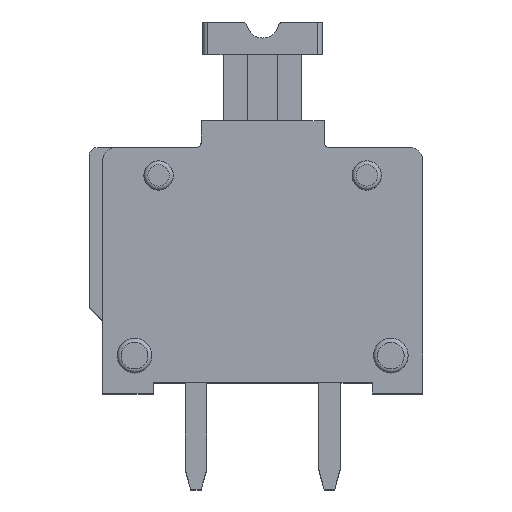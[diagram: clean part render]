
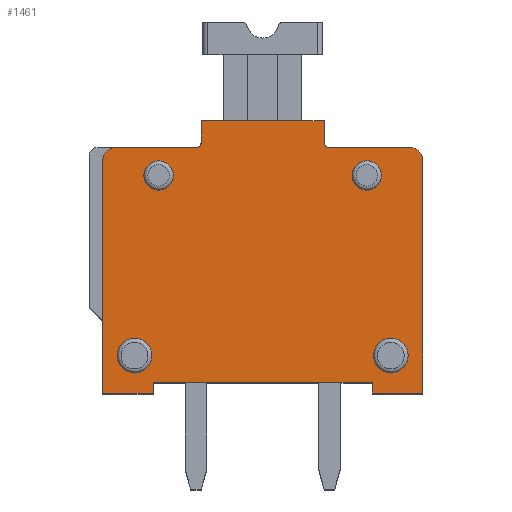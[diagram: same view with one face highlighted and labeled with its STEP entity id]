
A CAD part, top view. The second image highlights one B-rep face of the part: STEP entity #1461.
In plain terms, the highlighted planar face has unit normal (0, 0, 1).
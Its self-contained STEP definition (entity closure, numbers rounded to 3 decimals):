
#1461 = ADVANCED_FACE( '', ( #3073, #3074, #3075, #3076, #3077 ), #3078, .T. );
#3073 = FACE_OUTER_BOUND( '', #4867, .T. );
#3074 = FACE_BOUND( '', #4868, .T. );
#3075 = FACE_BOUND( '', #4869, .T. );
#3076 = FACE_BOUND( '', #4870, .T. );
#3077 = FACE_BOUND( '', #4871, .T. );
#3078 = PLANE( '', #4872 );
#4867 = EDGE_LOOP( '', ( #8943, #8944, #8945, #8946, #8947, #8948, #8949, #8950, #8951, #8952, #8953, #8954, #8955, #8956, #8957, #8958 ) );
#4868 = EDGE_LOOP( '', ( #8959 ) );
#4869 = EDGE_LOOP( '', ( #8960 ) );
#4870 = EDGE_LOOP( '', ( #8961 ) );
#4871 = EDGE_LOOP( '', ( #8962 ) );
#4872 = AXIS2_PLACEMENT_3D( '', #8963, #8964, #8965 );
#8943 = ORIENTED_EDGE( '', *, *, #12501, .T. );
#8944 = ORIENTED_EDGE( '', *, *, #12502, .T. );
#8945 = ORIENTED_EDGE( '', *, *, #12399, .F. );
#8946 = ORIENTED_EDGE( '', *, *, #12369, .F. );
#8947 = ORIENTED_EDGE( '', *, *, #12393, .F. );
#8948 = ORIENTED_EDGE( '', *, *, #11195, .T. );
#8949 = ORIENTED_EDGE( '', *, *, #11622, .F. );
#8950 = ORIENTED_EDGE( '', *, *, #12251, .F. );
#8951 = ORIENTED_EDGE( '', *, *, #12168, .T. );
#8952 = ORIENTED_EDGE( '', *, *, #12084, .T. );
#8953 = ORIENTED_EDGE( '', *, *, #12272, .T. );
#8954 = ORIENTED_EDGE( '', *, *, #11937, .T. );
#8955 = ORIENTED_EDGE( '', *, *, #12315, .T. );
#8956 = ORIENTED_EDGE( '', *, *, #12503, .F. );
#8957 = ORIENTED_EDGE( '', *, *, #12039, .T. );
#8958 = ORIENTED_EDGE( '', *, *, #11866, .F. );
#8959 = ORIENTED_EDGE( '', *, *, #12472, .F. );
#8960 = ORIENTED_EDGE( '', *, *, #12457, .F. );
#8961 = ORIENTED_EDGE( '', *, *, #11708, .F. );
#8962 = ORIENTED_EDGE( '', *, *, #11141, .F. );
#8963 = CARTESIAN_POINT( '', ( 5.954, 7.756, 3.54 ) );
#8964 = DIRECTION( '', ( 0., 0., 1. ) );
#8965 = DIRECTION( '', ( 1., 0., 0. ) );
#11141 = EDGE_CURVE( '', #13532, #13532, #13533, .T. );
#11195 = EDGE_CURVE( '', #13626, #13624, #13627, .T. );
#11622 = EDGE_CURVE( '', #14332, #13624, #14334, .T. );
#11708 = EDGE_CURVE( '', #14472, #14472, #14473, .T. );
#11866 = EDGE_CURVE( '', #14709, #14712, #14713, .T. );
#11937 = EDGE_CURVE( '', #14827, #14825, #14828, .T. );
#12039 = EDGE_CURVE( '', #14965, #14712, #14970, .T. );
#12084 = EDGE_CURVE( '', #15035, #15033, #15036, .T. );
#12168 = EDGE_CURVE( '', #15153, #15035, #15154, .T. );
#12251 = EDGE_CURVE( '', #15153, #14332, #15265, .T. );
#12272 = EDGE_CURVE( '', #15033, #14827, #15291, .T. );
#12315 = EDGE_CURVE( '', #14825, #15342, #15344, .T. );
#12369 = EDGE_CURVE( '', #15414, #15412, #15416, .T. );
#12393 = EDGE_CURVE( '', #13626, #15414, #15448, .T. );
#12399 = EDGE_CURVE( '', #15412, #15455, #15456, .T. );
#12457 = EDGE_CURVE( '', #15528, #15528, #15529, .T. );
#12472 = EDGE_CURVE( '', #15546, #15546, #15547, .T. );
#12501 = EDGE_CURVE( '', #14709, #15580, #15581, .T. );
#12502 = EDGE_CURVE( '', #15580, #15455, #15582, .T. );
#12503 = EDGE_CURVE( '', #14965, #15342, #15583, .T. );
#13532 = VERTEX_POINT( '', #16960 );
#13533 = CIRCLE( '', #16961, 0.55 );
#13624 = VERTEX_POINT( '', #17089 );
#13626 = VERTEX_POINT( '', #17092 );
#13627 = LINE( '', #17093, #17094 );
#14332 = VERTEX_POINT( '', #18159 );
#14334 = LINE( '', #18162, #18163 );
#14472 = VERTEX_POINT( '', #18361 );
#14473 = CIRCLE( '', #18362, 0.65 );
#14709 = VERTEX_POINT( '', #18719 );
#14712 = VERTEX_POINT( '', #18723 );
#14713 = CIRCLE( '', #18724, 0.5 );
#14825 = VERTEX_POINT( '', #18897 );
#14827 = VERTEX_POINT( '', #18900 );
#14828 = LINE( '', #18901, #18902 );
#14965 = VERTEX_POINT( '', #19106 );
#14970 = LINE( '', #19114, #19115 );
#15033 = VERTEX_POINT( '', #19206 );
#15035 = VERTEX_POINT( '', #19209 );
#15036 = CIRCLE( '', #19210, 0.2 );
#15153 = VERTEX_POINT( '', #19383 );
#15154 = LINE( '', #19384, #19385 );
#15265 = CIRCLE( '', #19548, 0.5 );
#15291 = LINE( '', #19584, #19585 );
#15342 = VERTEX_POINT( '', #19657 );
#15344 = LINE( '', #19660, #19661 );
#15412 = VERTEX_POINT( '', #19754 );
#15414 = VERTEX_POINT( '', #19757 );
#15416 = LINE( '', #19760, #19761 );
#15448 = LINE( '', #19848, #19849 );
#15455 = VERTEX_POINT( '', #19858 );
#15456 = LINE( '', #19859, #19860 );
#15528 = VERTEX_POINT( '', #19964 );
#15529 = CIRCLE( '', #19965, 0.55 );
#15546 = VERTEX_POINT( '', #19988 );
#15547 = CIRCLE( '', #19989, 0.65 );
#15580 = VERTEX_POINT( '', #20036 );
#15581 = LINE( '', #20037, #20038 );
#15582 = LINE( '', #20039, #20040 );
#15583 = CIRCLE( '', #20041, 0.2 );
#16960 = CARTESIAN_POINT( '', ( 2.65, 8.15, 3.54 ) );
#16961 = AXIS2_PLACEMENT_3D( '', #21056, #21057, #21058 );
#17089 = CARTESIAN_POINT( '', ( 12., 0., 3.54 ) );
#17092 = CARTESIAN_POINT( '', ( 10.1, 0., 3.54 ) );
#17093 = CARTESIAN_POINT( '', ( 7.771, 0., 3.54 ) );
#17094 = VECTOR( '', #21106, 1000. );
#18159 = CARTESIAN_POINT( '', ( 12., 8.7, 3.54 ) );
#18162 = CARTESIAN_POINT( '', ( 12., 7.285, 3.54 ) );
#18163 = VECTOR( '', #21516, 1000. );
#18361 = CARTESIAN_POINT( '', ( 1.85, 1.4, 3.54 ) );
#18362 = AXIS2_PLACEMENT_3D( '', #21595, #21596, #21597 );
#18719 = CARTESIAN_POINT( '', ( 0., 8.7, 3.54 ) );
#18723 = CARTESIAN_POINT( '', ( 0.5, 9.2, 3.54 ) );
#18724 = AXIS2_PLACEMENT_3D( '', #21732, #21733, #21734 );
#18897 = CARTESIAN_POINT( '', ( 3.7, 10.2, 3.54 ) );
#18900 = CARTESIAN_POINT( '', ( 8.3, 10.2, 3.54 ) );
#18901 = CARTESIAN_POINT( '', ( 7.771, 10.2, 3.54 ) );
#18902 = VECTOR( '', #21818, 1000. );
#19106 = CARTESIAN_POINT( '', ( 3.5, 9.2, 3.54 ) );
#19114 = CARTESIAN_POINT( '', ( 7.771, 9.2, 3.54 ) );
#19115 = VECTOR( '', #21901, 1000. );
#19206 = CARTESIAN_POINT( '', ( 8.3, 9.4, 3.54 ) );
#19209 = CARTESIAN_POINT( '', ( 8.5, 9.2, 3.54 ) );
#19210 = AXIS2_PLACEMENT_3D( '', #21937, #21938, #21939 );
#19383 = CARTESIAN_POINT( '', ( 11.5, 9.2, 3.54 ) );
#19384 = CARTESIAN_POINT( '', ( 7.771, 9.2, 3.54 ) );
#19385 = VECTOR( '', #22017, 1000. );
#19548 = AXIS2_PLACEMENT_3D( '', #22085, #22086, #22087 );
#19584 = CARTESIAN_POINT( '', ( 8.3, 7.285, 3.54 ) );
#19585 = VECTOR( '', #22104, 1000. );
#19657 = CARTESIAN_POINT( '', ( 3.7, 9.4, 3.54 ) );
#19660 = CARTESIAN_POINT( '', ( 3.7, 7.285, 3.54 ) );
#19661 = VECTOR( '', #22139, 1000. );
#19754 = CARTESIAN_POINT( '', ( 1.9, 0.4, 3.54 ) );
#19757 = CARTESIAN_POINT( '', ( 10.1, 0.4, 3.54 ) );
#19760 = CARTESIAN_POINT( '', ( 7.771, 0.4, 3.54 ) );
#19761 = VECTOR( '', #22191, 1000. );
#19848 = CARTESIAN_POINT( '', ( 10.1, 7.285, 3.54 ) );
#19849 = VECTOR( '', #22205, 1000. );
#19858 = CARTESIAN_POINT( '', ( 1.9, 0., 3.54 ) );
#19859 = CARTESIAN_POINT( '', ( 1.9, 7.285, 3.54 ) );
#19860 = VECTOR( '', #22208, 1000. );
#19964 = CARTESIAN_POINT( '', ( 10.45, 8.15, 3.54 ) );
#19965 = AXIS2_PLACEMENT_3D( '', #22253, #22254, #22255 );
#19988 = CARTESIAN_POINT( '', ( 11.45, 1.4, 3.54 ) );
#19989 = AXIS2_PLACEMENT_3D( '', #22265, #22266, #22267 );
#20036 = CARTESIAN_POINT( '', ( 0., 0., 3.54 ) );
#20037 = CARTESIAN_POINT( '', ( 0., 7.285, 3.54 ) );
#20038 = VECTOR( '', #22285, 1000. );
#20039 = CARTESIAN_POINT( '', ( 7.771, 0., 3.54 ) );
#20040 = VECTOR( '', #22286, 1000. );
#20041 = AXIS2_PLACEMENT_3D( '', #22287, #22288, #22289 );
#21056 = CARTESIAN_POINT( '', ( 2.1, 8.15, 3.54 ) );
#21057 = DIRECTION( '', ( 0., 0., 1. ) );
#21058 = DIRECTION( '', ( 1., 0., 0. ) );
#21106 = DIRECTION( '', ( 1., 0., 0. ) );
#21516 = DIRECTION( '', ( 0., -1., 0. ) );
#21595 = CARTESIAN_POINT( '', ( 1.2, 1.4, 3.54 ) );
#21596 = DIRECTION( '', ( 0., 0., 1. ) );
#21597 = DIRECTION( '', ( 1., 0., 0. ) );
#21732 = CARTESIAN_POINT( '', ( 0.5, 8.7, 3.54 ) );
#21733 = DIRECTION( '', ( 0., 0., -1. ) );
#21734 = DIRECTION( '', ( -1., 0., 0. ) );
#21818 = DIRECTION( '', ( -1., 0., 0. ) );
#21901 = DIRECTION( '', ( -1., 0., 0. ) );
#21937 = CARTESIAN_POINT( '', ( 8.5, 9.4, 3.54 ) );
#21938 = DIRECTION( '', ( 0., 0., -1. ) );
#21939 = DIRECTION( '', ( -1., 0., 0. ) );
#22017 = DIRECTION( '', ( -1., 0., 0. ) );
#22085 = CARTESIAN_POINT( '', ( 11.5, 8.7, 3.54 ) );
#22086 = DIRECTION( '', ( 0., 0., -1. ) );
#22087 = DIRECTION( '', ( -1., 0., 0. ) );
#22104 = DIRECTION( '', ( 0., 1., 0. ) );
#22139 = DIRECTION( '', ( 0., -1., 0. ) );
#22191 = DIRECTION( '', ( -1., 0., 0. ) );
#22205 = DIRECTION( '', ( 0., 1., 0. ) );
#22208 = DIRECTION( '', ( 0., -1., 0. ) );
#22253 = CARTESIAN_POINT( '', ( 9.9, 8.15, 3.54 ) );
#22254 = DIRECTION( '', ( 0., 0., 1. ) );
#22255 = DIRECTION( '', ( 1., 0., 0. ) );
#22265 = CARTESIAN_POINT( '', ( 10.8, 1.4, 3.54 ) );
#22266 = DIRECTION( '', ( 0., 0., 1. ) );
#22267 = DIRECTION( '', ( 1., 0., 0. ) );
#22285 = DIRECTION( '', ( 0., -1., 0. ) );
#22286 = DIRECTION( '', ( 1., 0., 0. ) );
#22287 = CARTESIAN_POINT( '', ( 3.5, 9.4, 3.54 ) );
#22288 = DIRECTION( '', ( 0., 0., 1. ) );
#22289 = DIRECTION( '', ( 1., 0., 0. ) );
